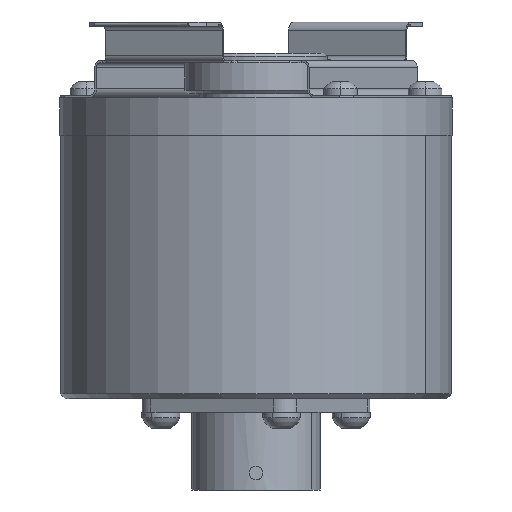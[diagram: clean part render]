
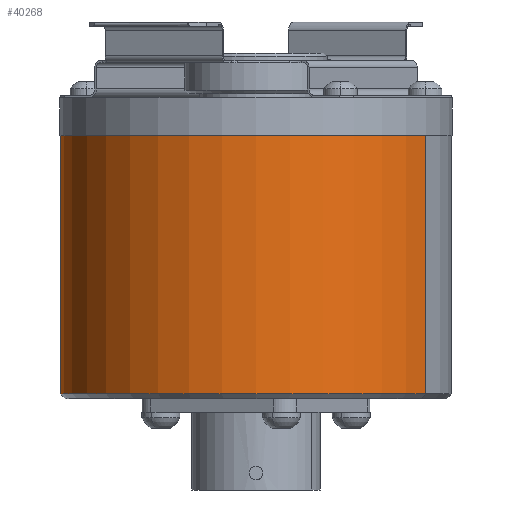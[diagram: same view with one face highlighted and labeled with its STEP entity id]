
A CAD part, front view. The second image highlights one B-rep face of the part: STEP entity #40268.
In plain terms, the highlighted cylindrical face has radius 28.9 mm (diameter 57.8 mm), a partial arc.
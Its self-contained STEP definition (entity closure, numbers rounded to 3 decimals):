
#588=CARTESIAN_POINT('',(0.,0.,-25.8));
#589=DIRECTION('',(0.,0.,-1.));
#590=DIRECTION('',(0.866,-0.5,0.));
#591=AXIS2_PLACEMENT_3D('',#588,#589,#590);
#622=CARTESIAN_POINT('',(0.,0.,12.4));
#623=DIRECTION('',(0.,0.,1.));
#624=DIRECTION('',(-0.866,0.5,0.));
#625=AXIS2_PLACEMENT_3D('',#622,#623,#624);
#15194=DIRECTION('',(0.,0.,-1.));
#15195=VECTOR('',#15194,38.2);
#15196=CARTESIAN_POINT('',(25.028,-14.45,12.4));
#15197=LINE('',#15196,#15195);
#15198=DIRECTION('',(0.,0.,-1.));
#15199=VECTOR('',#15198,38.2);
#15200=CARTESIAN_POINT('',(-25.028,14.45,12.4));
#15201=LINE('',#15200,#15199);
#21449=CARTESIAN_POINT('',(25.028,-14.45,-25.8));
#21450=CARTESIAN_POINT('',(-25.028,14.45,-25.8));
#21451=VERTEX_POINT('',#21449);
#21452=VERTEX_POINT('',#21450);
#21553=CARTESIAN_POINT('',(25.028,-14.45,12.4));
#21554=CARTESIAN_POINT('',(-25.028,14.45,12.4));
#21555=VERTEX_POINT('',#21553);
#21556=VERTEX_POINT('',#21554);
#40257=CARTESIAN_POINT('',(0.,0.,-28.445));
#40258=DIRECTION('',(0.,0.,1.));
#40259=DIRECTION('',(-0.866,0.5,0.));
#40260=AXIS2_PLACEMENT_3D('',#40257,#40258,#40259);
#40261=CYLINDRICAL_SURFACE('',#40260,28.9);
#40262=ORIENTED_EDGE('',*,*,#22751,.T.);
#40263=ORIENTED_EDGE('',*,*,#22734,.T.);
#40264=ORIENTED_EDGE('',*,*,#22704,.T.);
#40265=ORIENTED_EDGE('',*,*,#22731,.F.);
#40266=EDGE_LOOP('',(#40262,#40263,#40264,#40265));
#40267=FACE_OUTER_BOUND('',#40266,.F.);
#592=CIRCLE('',#591,28.9);
#626=CIRCLE('',#625,28.9);
#22704=EDGE_CURVE('',#21451,#21452,#592,.T.);
#22731=EDGE_CURVE('',#21556,#21452,#15201,.T.);
#22734=EDGE_CURVE('',#21555,#21451,#15197,.T.);
#22751=EDGE_CURVE('',#21556,#21555,#626,.T.);
#40268=ADVANCED_FACE('',(#40267),#40261,.T.);
